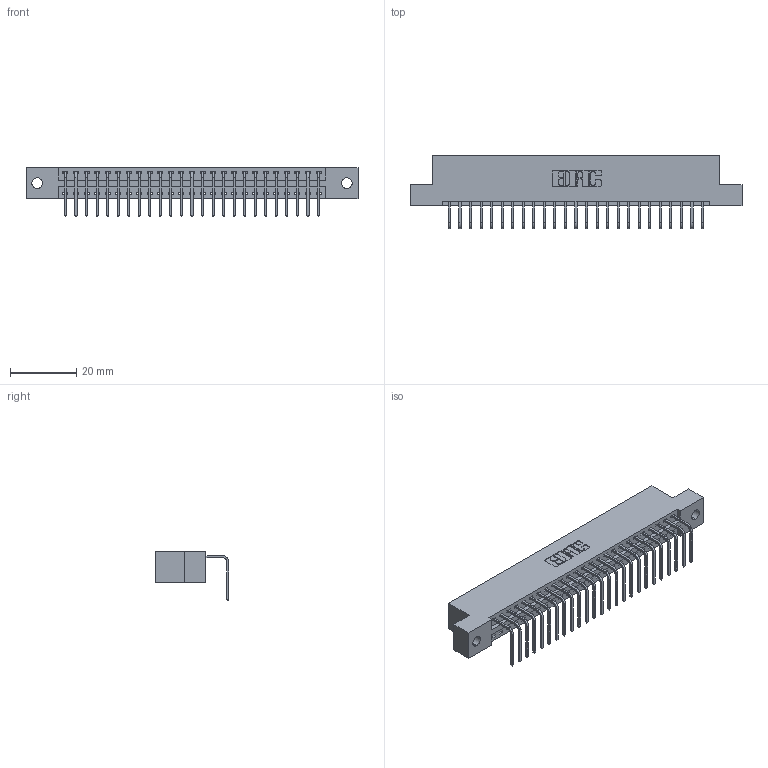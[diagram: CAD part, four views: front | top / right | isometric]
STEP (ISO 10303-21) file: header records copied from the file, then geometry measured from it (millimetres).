
FILE_DESCRIPTION (( 'STEP AP203' ), '1' );
FILE_NAME ('346-025-558-102.STEP', '2022-05-06T01:20:42', ( '' ), ( '' ), 'SwSTEP 2.0', 'SolidWorks 2020', '' );
FILE_SCHEMA (( 'CONFIG_CONTROL_DESIGN' ));
Length unit declared in the file: inch
Products named in the file (3): 345-292-001_558 Tail - 2; 346 Part_Flush Mounting Lugs - 0.128 Dia; 346-025-558-102
Assembly tree (26 placements, depth 2):
  346-025-558-102
    346 Part_Flush Mounting Lugs - 0.128 Dia
    345-292-001_558 Tail - 2  x25
Bounding box: 99.95 x 22.16 x 14.73 mm (x, y, z)
Volume: 9496.8 mm3; surface area: 11912 mm2
Topology: 26 solids, 26 shells, 1622 faces, 4879 edges, 3218 vertices
Faces by surface type: plane 1126, cylinder 496
Entity records: 17891 total; most frequent: CARTESIAN_POINT 3079, ORIENTED_EDGE 3038, DIRECTION 2737, EDGE_CURVE 1519, VECTOR 1287, LINE 1287, VERTEX_POINT 1010, AXIS2_PLACEMENT_3D 725
